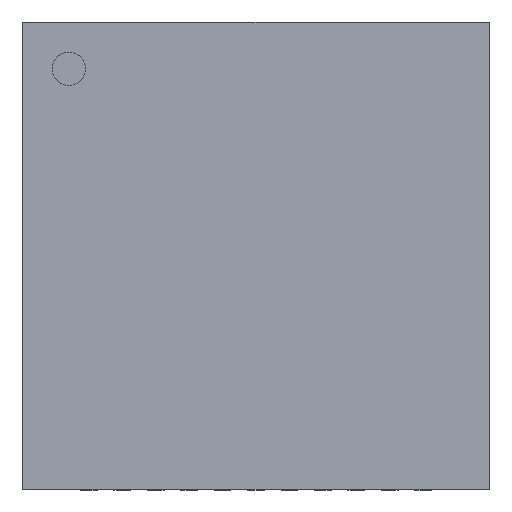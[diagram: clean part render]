
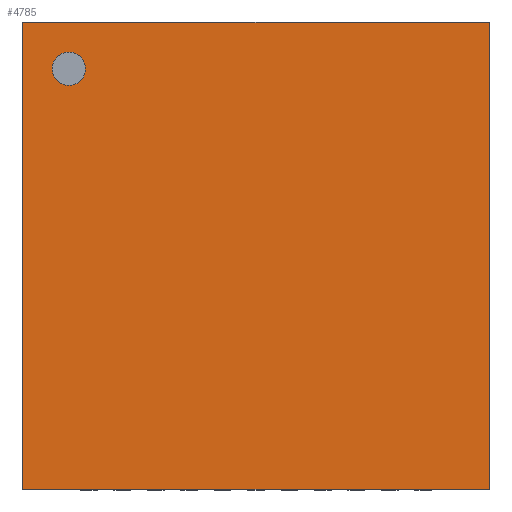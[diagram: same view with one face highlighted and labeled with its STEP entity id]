
A CAD part, top view. The second image highlights one B-rep face of the part: STEP entity #4785.
In plain terms, the highlighted planar face has unit normal (0, 0, 1).
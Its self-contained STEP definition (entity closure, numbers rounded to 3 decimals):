
#13=DIRECTION('',(0.,0.,1.));
#75=DIRECTION('',(0.,0.,-1.));
#154=VECTOR('',#155,1.);
#155=DIRECTION('',(1.,0.,0.));
#161=VECTOR('',#162,1.);
#162=DIRECTION('',(0.,-1.,0.));
#1219=EDGE_CURVE('',#1220,#1222,#1224,.T.);
#1220=VERTEX_POINT('',#1221);
#1221=CARTESIAN_POINT('',(-3.49,-3.49,0.77));
#1222=VERTEX_POINT('',#1223);
#1223=CARTESIAN_POINT('',(3.49,-3.49,0.77));
#1224=LINE('',#1221,#154);
#1408=ORIENTED_EDGE('',*,*,#1409,.F.);
#1409=EDGE_CURVE('',#1410,#1412,#1414,.T.);
#1410=VERTEX_POINT('',#1411);
#1411=CARTESIAN_POINT('',(-3.49,3.49,0.77));
#1412=VERTEX_POINT('',#1413);
#1413=CARTESIAN_POINT('',(3.49,3.49,0.77));
#1414=LINE('',#1411,#154);
#1616=ORIENTED_EDGE('',*,*,#1617,.T.);
#1617=EDGE_CURVE('',#1410,#1220,#1618,.T.);
#1618=LINE('',#1411,#161);
#3224=EDGE_CURVE('',#1412,#1222,#3225,.T.);
#3225=LINE('',#1413,#161);
#4785=ADVANCED_FACE('',(#4786,#4790),#4799,.T.);
#4786=FACE_BOUND('',#4787,.T.);
#4787=EDGE_LOOP('',(#1408,#1616,#4788,#4789));
#4788=ORIENTED_EDGE('',*,*,#1219,.T.);
#4789=ORIENTED_EDGE('',*,*,#3224,.F.);
#4790=FACE_BOUND('',#4791,.T.);
#4791=EDGE_LOOP('',(#4792));
#4792=ORIENTED_EDGE('',*,*,#4793,.T.);
#4793=EDGE_CURVE('',#4794,#4794,#4796,.T.);
#4794=VERTEX_POINT('',#4795);
#4795=CARTESIAN_POINT('',(-2.8,2.55,0.77));
#4796=CIRCLE('',#4797,0.25);
#4797=AXIS2_PLACEMENT_3D('',#4798,#75,#162);
#4798=CARTESIAN_POINT('',(-2.8,2.8,0.77));
#4799=PLANE('',#4800);
#4800=AXIS2_PLACEMENT_3D('',#1411,#13,#162);
